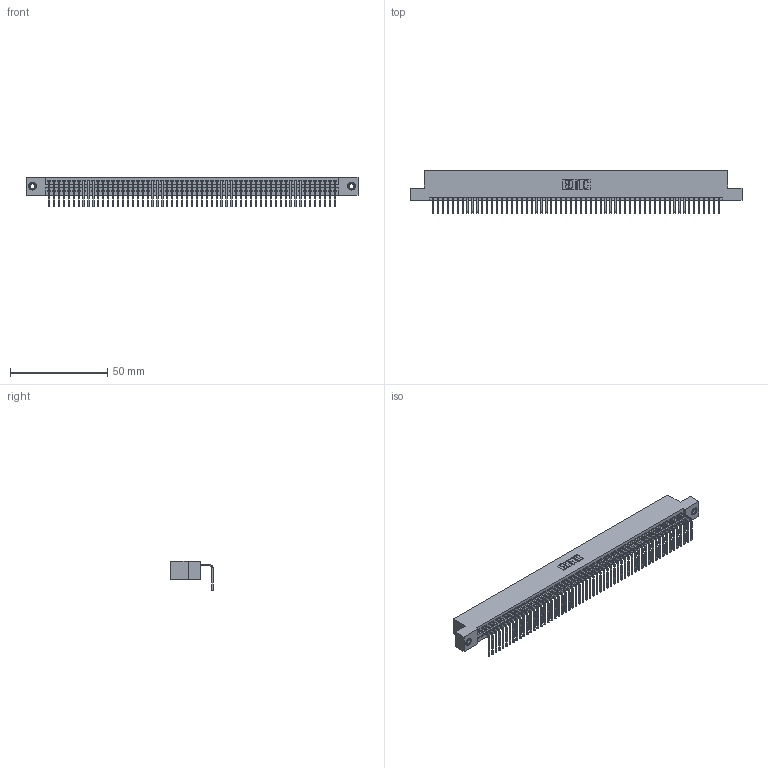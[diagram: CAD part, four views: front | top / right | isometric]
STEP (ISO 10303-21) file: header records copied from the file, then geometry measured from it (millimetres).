
FILE_DESCRIPTION (( 'STEP AP203' ), '1' );
FILE_NAME ('395-059-558-107.STEP', '2018-11-23T09:38:14', ( '' ), ( '' ), 'SwSTEP 2.0', 'SolidWorks 2016', '' );
FILE_SCHEMA (( 'CONFIG_CONTROL_DESIGN' ));
Length unit declared in the file: inch
Products named in the file (4): 345 Part_Flush Mounting Lugs - 0.156 Dia-TI; 345-292-001_558 Tail - 2; 345-250-001_345-250-005-103; 395-059-558-107
Assembly tree (62 placements, depth 2):
  395-059-558-107
    345 Part_Flush Mounting Lugs - 0.156 Dia-TI
    345-292-001_558 Tail - 2  x59
    345-250-001_345-250-005-103  x2
Bounding box: 171.07 x 21.83 x 15.37 mm (x, y, z)
Volume: 16570.6 mm3; surface area: 23439.6 mm2
Topology: 62 solids, 62 shells, 3726 faces, 11215 edges, 7390 vertices
Faces by surface type: plane 2590, cylinder 1120, cone 12, torus 4
Entity records: 43386 total; most frequent: CARTESIAN_POINT 7496, ORIENTED_EDGE 7482, DIRECTION 6549, EDGE_CURVE 3741, LINE 3353, VECTOR 3353, VERTEX_POINT 2488, AXIS2_PLACEMENT_3D 1598
